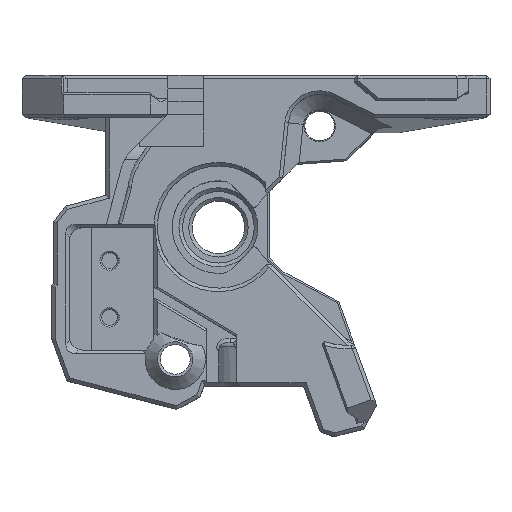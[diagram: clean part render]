
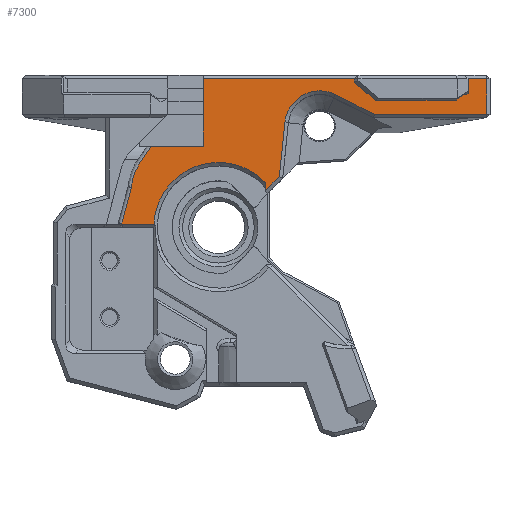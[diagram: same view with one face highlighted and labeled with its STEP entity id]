
A CAD part, top view. The second image highlights one B-rep face of the part: STEP entity #7300.
In plain terms, the highlighted planar face has unit normal (0, 0, 1).
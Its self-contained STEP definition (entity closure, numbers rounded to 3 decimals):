
#265=CIRCLE('',#7654,4.);
#278=CIRCLE('',#7692,7.4);
#355=B_SPLINE_CURVE_WITH_KNOTS('',3,(#10710,#10711,#10712,#10713),
 .UNSPECIFIED.,.F.,.F.,(4,4),(0.,0.),
 .UNSPECIFIED.);
#357=B_SPLINE_CURVE_WITH_KNOTS('',3,(#10806,#10807,#10808,#10809,#10810,
#10811,#10812,#10813,#10814,#10815,#10816,#10817,#10818,#10819,#10820,#10821,
#10822,#10823,#10824),.UNSPECIFIED.,.F.,.F.,(4,1,1,1,1,1,1,1,1,1,1,1,1,
1,1,1,4),(0.,0.125,0.25,0.313,0.375,0.438,0.469,0.484,0.5,0.516,
0.531,0.563,0.625,0.688,0.75,0.875,1.),.UNSPECIFIED.);
#2185=ORIENTED_EDGE('',*,*,#3480,.T.);
#2186=ORIENTED_EDGE('',*,*,#2690,.T.);
#2187=ORIENTED_EDGE('',*,*,#2695,.F.);
#2188=ORIENTED_EDGE('',*,*,#2687,.T.);
#2189=ORIENTED_EDGE('',*,*,#3481,.T.);
#2190=ORIENTED_EDGE('',*,*,#3191,.F.);
#2191=ORIENTED_EDGE('',*,*,#3125,.F.);
#2192=ORIENTED_EDGE('',*,*,#3109,.F.);
#2193=ORIENTED_EDGE('',*,*,#3113,.F.);
#2194=ORIENTED_EDGE('',*,*,#3115,.F.);
#2195=ORIENTED_EDGE('',*,*,#3038,.F.);
#2196=ORIENTED_EDGE('',*,*,#3035,.F.);
#2197=ORIENTED_EDGE('',*,*,#3020,.T.);
#2198=ORIENTED_EDGE('',*,*,#3017,.T.);
#2199=ORIENTED_EDGE('',*,*,#3360,.T.);
#2200=ORIENTED_EDGE('',*,*,#3358,.F.);
#2201=ORIENTED_EDGE('',*,*,#3361,.T.);
#2202=ORIENTED_EDGE('',*,*,#3259,.T.);
#2203=ORIENTED_EDGE('',*,*,#3256,.F.);
#2204=ORIENTED_EDGE('',*,*,#3141,.F.);
#2205=ORIENTED_EDGE('',*,*,#3482,.F.);
#2687=EDGE_CURVE('',#3696,#3695,#355,.T.);
#2690=EDGE_CURVE('',#3698,#3699,#357,.T.);
#2695=EDGE_CURVE('',#3696,#3699,#4336,.T.);
#3017=EDGE_CURVE('',#3916,#3918,#4583,.T.);
#3020=EDGE_CURVE('',#3919,#3916,#4586,.T.);
#3035=EDGE_CURVE('',#3919,#3929,#4601,.T.);
#3038=EDGE_CURVE('',#3929,#3931,#4604,.T.);
#3109=EDGE_CURVE('',#3986,#3987,#4659,.T.);
#3113=EDGE_CURVE('',#3989,#3986,#4663,.T.);
#3115=EDGE_CURVE('',#3931,#3989,#265,.T.);
#3125=EDGE_CURVE('',#3987,#3995,#4672,.T.);
#3141=EDGE_CURVE('',#4007,#4005,#4687,.T.);
#3191=EDGE_CURVE('',#3995,#4035,#278,.T.);
#3256=EDGE_CURVE('',#4005,#4078,#4767,.T.);
#3259=EDGE_CURVE('',#4079,#4078,#4770,.T.);
#3358=EDGE_CURVE('',#4137,#4138,#4828,.T.);
#3360=EDGE_CURVE('',#3918,#4138,#4830,.T.);
#3361=EDGE_CURVE('',#4137,#4079,#4831,.T.);
#3480=EDGE_CURVE('',#4195,#3698,#4922,.T.);
#3481=EDGE_CURVE('',#3695,#4035,#4923,.T.);
#3482=EDGE_CURVE('',#4195,#4007,#4924,.T.);
#3695=VERTEX_POINT('',#10709);
#3696=VERTEX_POINT('',#10714);
#3698=VERTEX_POINT('',#10825);
#3699=VERTEX_POINT('',#10826);
#3916=VERTEX_POINT('',#12314);
#3918=VERTEX_POINT('',#12320);
#3919=VERTEX_POINT('',#12324);
#3929=VERTEX_POINT('',#12358);
#3931=VERTEX_POINT('',#12364);
#3986=VERTEX_POINT('',#12509);
#3987=VERTEX_POINT('',#12511);
#3989=VERTEX_POINT('',#12517);
#3995=VERTEX_POINT('',#12543);
#4005=VERTEX_POINT('',#12571);
#4007=VERTEX_POINT('',#12577);
#4035=VERTEX_POINT('',#12697);
#4078=VERTEX_POINT('',#12852);
#4079=VERTEX_POINT('',#12858);
#4137=VERTEX_POINT('',#13114);
#4138=VERTEX_POINT('',#13116);
#4195=VERTEX_POINT('',#13445);
#4336=LINE('',#10869,#5090);
#4583=LINE('',#12321,#5337);
#4586=LINE('',#12327,#5340);
#4601=LINE('',#12357,#5355);
#4604=LINE('',#12363,#5358);
#4659=LINE('',#12510,#5413);
#4663=LINE('',#12518,#5417);
#4672=LINE('',#12542,#5426);
#4687=LINE('',#12579,#5441);
#4767=LINE('',#12851,#5521);
#4770=LINE('',#12857,#5524);
#4828=LINE('',#13115,#5582);
#4830=LINE('',#13119,#5584);
#4831=LINE('',#13121,#5585);
#4922=LINE('',#13444,#5676);
#4923=LINE('',#13446,#5677);
#4924=LINE('',#13447,#5678);
#5090=VECTOR('',#8250,1000.);
#5337=VECTOR('',#8801,1000.);
#5340=VECTOR('',#8806,1000.);
#5355=VECTOR('',#8835,1000.);
#5358=VECTOR('',#8840,1000.);
#5413=VECTOR('',#8967,1000.);
#5417=VECTOR('',#8973,1000.);
#5426=VECTOR('',#8992,1000.);
#5441=VECTOR('',#9015,1000.);
#5521=VECTOR('',#9251,1000.);
#5524=VECTOR('',#9258,1000.);
#5582=VECTOR('',#9462,1000.);
#5584=VECTOR('',#9466,1000.);
#5585=VECTOR('',#9469,1000.);
#5676=VECTOR('',#9726,1000.);
#5677=VECTOR('',#9727,1000.);
#5678=VECTOR('',#9728,1000.);
#6126=EDGE_LOOP('',(#2185,#2186,#2187,#2188,#2189,#2190,#2191,#2192,#2193,
#2194,#2195,#2196,#2197,#2198,#2199,#2200,#2201,#2202,#2203,#2204,#2205));
#6594=FACE_BOUND('',#6126,.T.);
#6909=PLANE('',#7898);
#7300=ADVANCED_FACE('',(#6594),#6909,.T.);
#7654=AXIS2_PLACEMENT_3D('',#12521,#8978,#8979);
#7692=AXIS2_PLACEMENT_3D('',#12709,#9109,#9110);
#7898=AXIS2_PLACEMENT_3D('',#13443,#9724,#9725);
#8250=DIRECTION('',(0.259,0.966,0.));
#8801=DIRECTION('',(-1.,0.,0.));
#8806=DIRECTION('',(0.,1.,0.));
#8835=DIRECTION('',(-1.,0.,0.));
#8840=DIRECTION('',(-0.892,0.452,0.));
#8967=DIRECTION('',(-0.707,-0.707,0.));
#8973=DIRECTION('',(-0.101,-0.995,0.));
#8978=DIRECTION('',(0.,0.,1.));
#8979=DIRECTION('',(0.452,0.892,0.));
#8992=DIRECTION('',(0.,1.,0.));
#9015=DIRECTION('',(1.,0.,0.));
#9109=DIRECTION('',(0.,0.,1.));
#9110=DIRECTION('',(-1.,0.,0.));
#9251=DIRECTION('',(0.,-1.,0.));
#9258=DIRECTION('',(-0.766,0.643,0.));
#9462=DIRECTION('',(0.664,0.748,0.));
#9466=DIRECTION('',(0.,-1.,0.));
#9469=DIRECTION('',(-1.,0.,0.));
#9724=DIRECTION('',(0.,0.,1.));
#9725=DIRECTION('',(1.,0.,0.));
#9726=DIRECTION('',(-1.,0.,0.));
#9727=DIRECTION('',(1.,0.,0.));
#9728=DIRECTION('',(0.,1.,0.));
#10709=CARTESIAN_POINT('',(-11.006,0.313,21.2));
#10710=CARTESIAN_POINT('',(-11.079,0.342,21.2));
#10711=CARTESIAN_POINT('',(-11.055,0.33,21.2));
#10712=CARTESIAN_POINT('',(-11.031,0.32,21.2));
#10713=CARTESIAN_POINT('',(-11.006,0.313,21.2));
#10714=CARTESIAN_POINT('',(-11.079,0.342,21.2));
#10806=CARTESIAN_POINT('',(-7.701,9.267,21.2));
#10807=CARTESIAN_POINT('',(-7.938,8.912,21.2));
#10808=CARTESIAN_POINT('',(-8.354,8.289,21.2));
#10809=CARTESIAN_POINT('',(-8.732,7.722,21.2));
#10810=CARTESIAN_POINT('',(-8.949,7.395,21.2));
#10811=CARTESIAN_POINT('',(-9.068,7.215,21.2));
#10812=CARTESIAN_POINT('',(-9.133,7.115,21.2));
#10813=CARTESIAN_POINT('',(-9.156,7.08,21.2));
#10814=CARTESIAN_POINT('',(-9.171,7.057,21.2));
#10815=CARTESIAN_POINT('',(-9.16,7.075,21.2));
#10816=CARTESIAN_POINT('',(-9.218,6.976,21.2));
#10817=CARTESIAN_POINT('',(-9.268,6.884,21.2));
#10818=CARTESIAN_POINT('',(-9.364,6.704,21.2));
#10819=CARTESIAN_POINT('',(-9.483,6.455,21.2));
#10820=CARTESIAN_POINT('',(-9.61,6.147,21.2));
#10821=CARTESIAN_POINT('',(-9.752,5.732,21.2));
#10822=CARTESIAN_POINT('',(-9.883,5.202,21.2));
#10823=CARTESIAN_POINT('',(-9.937,4.768,21.2));
#10824=CARTESIAN_POINT('',(-9.952,4.548,21.2));
#10825=CARTESIAN_POINT('',(-7.701,9.267,21.2));
#10826=CARTESIAN_POINT('',(-9.952,4.548,21.2));
#10869=CARTESIAN_POINT('',(-7.764,12.714,21.2));
#12314=CARTESIAN_POINT('',(30.694,16.978,21.2));
#12320=CARTESIAN_POINT('',(28.583,16.978,21.2));
#12321=CARTESIAN_POINT('',(9.586,16.978,21.2));
#12324=CARTESIAN_POINT('',(30.694,12.9,21.2));
#12327=CARTESIAN_POINT('',(30.694,17.38,21.2));
#12357=CARTESIAN_POINT('',(15.73,12.9,21.2));
#12358=CARTESIAN_POINT('',(17.85,12.9,21.2));
#12363=CARTESIAN_POINT('',(15.581,14.05,21.2));
#12364=CARTESIAN_POINT('',(13.396,15.159,21.2));
#12509=CARTESIAN_POINT('',(6.973,5.767,21.2));
#12510=CARTESIAN_POINT('',(7.156,5.95,21.2));
#12511=CARTESIAN_POINT('',(5.401,4.195,21.2));
#12517=CARTESIAN_POINT('',(7.607,11.997,21.2));
#12518=CARTESIAN_POINT('',(7.419,10.15,21.2));
#12521=CARTESIAN_POINT('',(11.587,11.591,21.2));
#12542=CARTESIAN_POINT('',(5.4,-76.176,21.2));
#12543=CARTESIAN_POINT('',(5.401,5.059,21.2));
#12571=CARTESIAN_POINT('',(15.579,16.978,21.2));
#12577=CARTESIAN_POINT('',(-1.715,16.978,21.2));
#12579=CARTESIAN_POINT('',(1.777,16.978,21.2));
#12697=CARTESIAN_POINT('',(-7.393,0.313,21.2));
#12709=CARTESIAN_POINT('',(0.,0.,21.2));
#12851=CARTESIAN_POINT('',(15.579,17.378,21.2));
#12852=CARTESIAN_POINT('',(15.579,16.539,21.2));
#12857=CARTESIAN_POINT('',(18.314,14.245,21.2));
#12858=CARTESIAN_POINT('',(17.247,15.139,21.2));
#13114=CARTESIAN_POINT('',(28.419,15.139,21.2));
#13115=CARTESIAN_POINT('',(26.484,12.958,21.2));
#13116=CARTESIAN_POINT('',(28.583,15.324,21.2));
#13119=CARTESIAN_POINT('',(28.583,16.378,21.2));
#13121=CARTESIAN_POINT('',(14.526,15.139,21.2));
#13443=CARTESIAN_POINT('',(9.586,8.065,21.2));
#13444=CARTESIAN_POINT('',(9.586,9.267,21.2));
#13445=CARTESIAN_POINT('',(-1.715,9.267,21.2));
#13446=CARTESIAN_POINT('',(-7.415,0.313,21.2));
#13447=CARTESIAN_POINT('',(-1.715,15.139,21.2));
